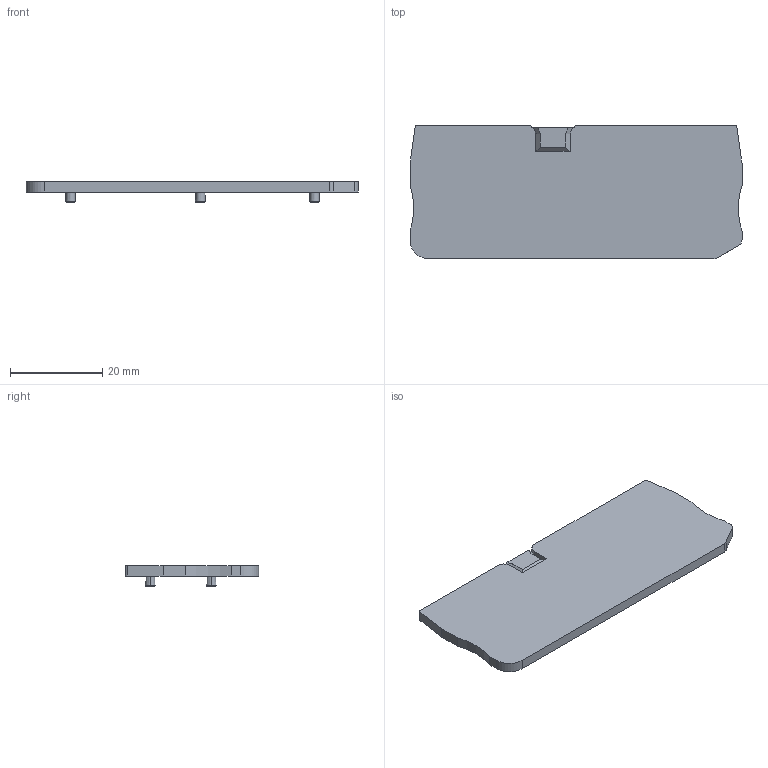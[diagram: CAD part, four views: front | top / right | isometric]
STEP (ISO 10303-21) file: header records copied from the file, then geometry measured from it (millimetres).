
FILE_DESCRIPTION((''),'2;1');
FILE_NAME('8YB750279_','2020-01-11T',('Administrator'),(''),'PRO/ENGINEER BY PARAMETRIC TECHNOLOGY CORPORATION, 2013230','PRO/ENGINEER BY PARAMETRIC TECHNOLOGY CORPORATION, 2013230','');
FILE_SCHEMA(('CONFIG_CONTROL_DESIGN'));
Length unit declared in the file: millimetre
Products named in the file (1): 8YB750279_
Bounding box: 72.1 x 29 x 4.4 mm (x, y, z)
Volume: 4514.4 mm3; surface area: 4605.7 mm2
Topology: 1 solids, 1 shells, 54 faces, 137 edges, 88 vertices
Faces by surface type: plane 33, cylinder 9, cone 6, torus 6
Entity records: 1677 total; most frequent: DIRECTION 287, CARTESIAN_POINT 279, ORIENTED_EDGE 274, EDGE_CURVE 137, AXIS2_PLACEMENT_3D 96, VECTOR 95, LINE 95, VERTEX_POINT 88
